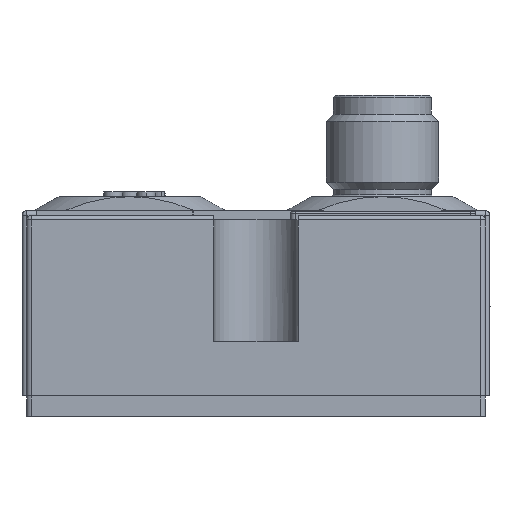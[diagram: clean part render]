
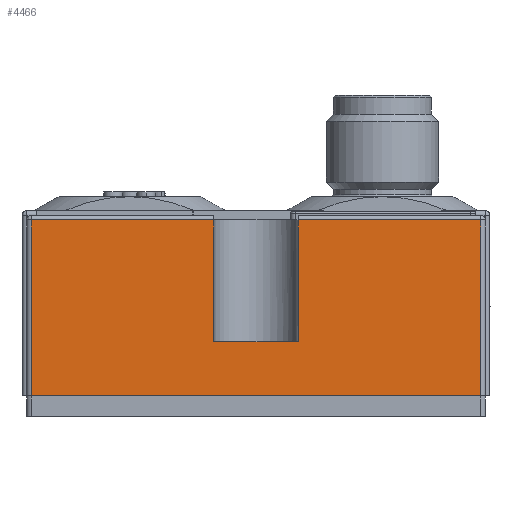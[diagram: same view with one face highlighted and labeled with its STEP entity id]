
A CAD part, front view. The second image highlights one B-rep face of the part: STEP entity #4466.
In plain terms, the highlighted planar face has unit normal (0, -1, 0).
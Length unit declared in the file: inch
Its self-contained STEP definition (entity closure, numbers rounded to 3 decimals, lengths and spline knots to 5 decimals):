
#535 = EDGE_CURVE ( 'NONE', #13068, #35491, #7036, .T. ) ;
#3440 = DIRECTION ( 'NONE',  ( 0., 0., 1. ) ) ;
#3523 = EDGE_CURVE ( 'NONE', #22426, #38453, #13137, .T. ) ;
#3628 = EDGE_LOOP ( 'NONE', ( #15011, #36289, #12958, #33402, #24747, #16941, #13475, #25338 ) ) ;
#3940 = DIRECTION ( 'NONE',  ( 0., -1., 0. ) ) ;
#4149 = PLANE ( 'NONE',  #31590 ) ;
#4466 = ADVANCED_FACE ( 'NONE', ( #27743 ), #4149, .T. ) ;
#7036 = LINE ( 'NONE', #9669, #21496 ) ;
#7984 = CARTESIAN_POINT ( 'NONE',  ( -0.94492, -2.48031, 0.82677 ) ) ;
#8822 = EDGE_CURVE ( 'NONE', #22426, #41217, #36935, .T. ) ;
#9140 = CARTESIAN_POINT ( 'NONE',  ( 0.17717, -2.48031, 0.45669 ) ) ;
#9231 = CARTESIAN_POINT ( 'NONE',  ( 0.94488, -2.48031, 0.82677 ) ) ;
#9669 = CARTESIAN_POINT ( 'NONE',  ( 0., -2.48031, 0.08661 ) ) ;
#11645 = EDGE_CURVE ( 'NONE', #35491, #12133, #20064, .T. ) ;
#12133 = VERTEX_POINT ( 'NONE', #38096 ) ;
#12435 = LINE ( 'NONE', #9140, #28179 ) ;
#12958 = ORIENTED_EDGE ( 'NONE', *, *, #20771, .T. ) ;
#13068 = VERTEX_POINT ( 'NONE', #26170 ) ;
#13137 = LINE ( 'NONE', #26474, #20442 ) ;
#13475 = ORIENTED_EDGE ( 'NONE', *, *, #41039, .T. ) ;
#15011 = ORIENTED_EDGE ( 'NONE', *, *, #3523, .F. ) ;
#16236 = DIRECTION ( 'NONE',  ( -1., 0., 0. ) ) ;
#16941 = ORIENTED_EDGE ( 'NONE', *, *, #27901, .F. ) ;
#17068 = CARTESIAN_POINT ( 'NONE',  ( -0.17717, -2.48031, 0.45669 ) ) ;
#17487 = CARTESIAN_POINT ( 'NONE',  ( -0.94492, -2.48031, 0.45669 ) ) ;
#17528 = VECTOR ( 'NONE', #23340, 39.37008 ) ;
#17701 = CARTESIAN_POINT ( 'NONE',  ( -0.17717, -2.48031, 0.31496 ) ) ;
#18035 = VERTEX_POINT ( 'NONE', #9231 ) ;
#20064 = LINE ( 'NONE', #33381, #26574 ) ;
#20442 = VECTOR ( 'NONE', #39776, 39.37008 ) ;
#20735 = CARTESIAN_POINT ( 'NONE',  ( -0.94492, -2.48031, 0.82677 ) ) ;
#20771 = EDGE_CURVE ( 'NONE', #41217, #12133, #40409, .T. ) ;
#21431 = VECTOR ( 'NONE', #30389, 39.37008 ) ;
#21496 = VECTOR ( 'NONE', #16236, 39.37008 ) ;
#22426 = VERTEX_POINT ( 'NONE', #17701 ) ;
#23340 = DIRECTION ( 'NONE',  ( 0., 0., -1. ) ) ;
#24052 = VERTEX_POINT ( 'NONE', #27233 ) ;
#24539 = VECTOR ( 'NONE', #31585, 39.37008 ) ;
#24747 = ORIENTED_EDGE ( 'NONE', *, *, #535, .F. ) ;
#25338 = ORIENTED_EDGE ( 'NONE', *, *, #26901, .T. ) ;
#25480 = CARTESIAN_POINT ( 'NONE',  ( -0.17717, -2.48031, 0.82677 ) ) ;
#26170 = CARTESIAN_POINT ( 'NONE',  ( 0.94488, -2.48031, 0.08661 ) ) ;
#26474 = CARTESIAN_POINT ( 'NONE',  ( 0., -2.48031, 0.31496 ) ) ;
#26574 = VECTOR ( 'NONE', #3440, 39.37008 ) ;
#26901 = EDGE_CURVE ( 'NONE', #24052, #38453, #12435, .T. ) ;
#27056 = VECTOR ( 'NONE', #30773, 39.37008 ) ;
#27233 = CARTESIAN_POINT ( 'NONE',  ( 0.17717, -2.48031, 0.82677 ) ) ;
#27743 = FACE_OUTER_BOUND ( 'NONE', #3628, .T. ) ;
#27901 = EDGE_CURVE ( 'NONE', #18035, #13068, #34705, .T. ) ;
#27948 = DIRECTION ( 'NONE',  ( 0., 0., -1. ) ) ;
#28179 = VECTOR ( 'NONE', #39724, 39.37008 ) ;
#29016 = CARTESIAN_POINT ( 'NONE',  ( 0.94488, -2.48031, 0.45669 ) ) ;
#30389 = DIRECTION ( 'NONE',  ( 0., 0., 1. ) ) ;
#30773 = DIRECTION ( 'NONE',  ( -1., 0., 0. ) ) ;
#31585 = DIRECTION ( 'NONE',  ( -1., 0., 0. ) ) ;
#31590 = AXIS2_PLACEMENT_3D ( 'NONE', #17487, #3940, #27948 ) ;
#33381 = CARTESIAN_POINT ( 'NONE',  ( -0.94488, -2.48031, 0.45669 ) ) ;
#33402 = ORIENTED_EDGE ( 'NONE', *, *, #11645, .F. ) ;
#34705 = LINE ( 'NONE', #29016, #17528 ) ;
#35491 = VERTEX_POINT ( 'NONE', #37791 ) ;
#36064 = CARTESIAN_POINT ( 'NONE',  ( 0.17717, -2.48031, 0.31496 ) ) ;
#36289 = ORIENTED_EDGE ( 'NONE', *, *, #8822, .T. ) ;
#36935 = LINE ( 'NONE', #17068, #21431 ) ;
#37791 = CARTESIAN_POINT ( 'NONE',  ( -0.94488, -2.48031, 0.08661 ) ) ;
#38096 = CARTESIAN_POINT ( 'NONE',  ( -0.94488, -2.48031, 0.82677 ) ) ;
#38453 = VERTEX_POINT ( 'NONE', #36064 ) ;
#39724 = DIRECTION ( 'NONE',  ( 0., 0., -1. ) ) ;
#39776 = DIRECTION ( 'NONE',  ( 1., 0., 0. ) ) ;
#40409 = LINE ( 'NONE', #20735, #27056 ) ;
#40980 = LINE ( 'NONE', #7984, #24539 ) ;
#41039 = EDGE_CURVE ( 'NONE', #18035, #24052, #40980, .T. ) ;
#41217 = VERTEX_POINT ( 'NONE', #25480 ) ;
